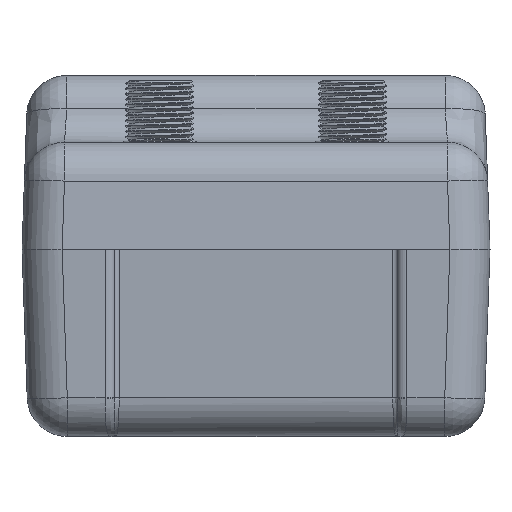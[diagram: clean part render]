
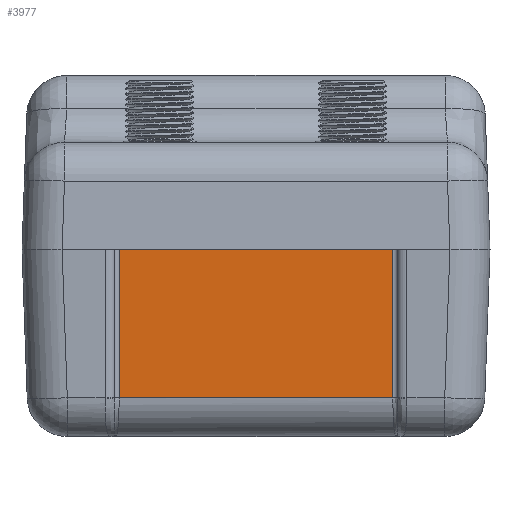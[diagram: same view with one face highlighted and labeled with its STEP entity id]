
A CAD part, left-side view. The second image highlights one B-rep face of the part: STEP entity #3977.
In plain terms, the highlighted planar face has unit normal (-0.999, 0, -0.035).
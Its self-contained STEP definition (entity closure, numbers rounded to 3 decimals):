
#48=ELLIPSE('',#4242,28.041,19.822);
#50=ELLIPSE('',#4250,28.047,19.83);
#304=LINE('',#16751,#477);
#307=LINE('',#16954,#480);
#405=LINE('',#17996,#578);
#409=LINE('',#18002,#582);
#477=VECTOR('',#5005,55.453);
#480=VECTOR('',#5026,55.453);
#578=VECTOR('',#5468,102.355);
#582=VECTOR('',#5476,102.355);
#1013=FACE_OUTER_BOUND('',#1330,.T.);
#1330=EDGE_LOOP('',(#3319,#3320,#3321,#3322,#3323,#3324));
#1761=VERTEX_POINT('',#16724);
#1763=VERTEX_POINT('',#16741);
#1766=VERTEX_POINT('',#16748);
#1773=VERTEX_POINT('',#16929);
#1775=VERTEX_POINT('',#16946);
#1776=VERTEX_POINT('',#16951);
#2150=EDGE_CURVE('',#1763,#1761,#48,.T.);
#2153=EDGE_CURVE('',#1766,#1763,#304,.T.);
#2164=EDGE_CURVE('',#1773,#1775,#50,.T.);
#2167=EDGE_CURVE('',#1775,#1776,#307,.T.);
#2361=EDGE_CURVE('',#1776,#1766,#405,.T.);
#2365=EDGE_CURVE('',#1761,#1773,#409,.T.);
#3319=ORIENTED_EDGE('',*,*,#2365,.T.);
#3320=ORIENTED_EDGE('',*,*,#2164,.T.);
#3321=ORIENTED_EDGE('',*,*,#2167,.T.);
#3322=ORIENTED_EDGE('',*,*,#2361,.T.);
#3323=ORIENTED_EDGE('',*,*,#2153,.T.);
#3324=ORIENTED_EDGE('',*,*,#2150,.T.);
#3442=PLANE('',#4428);
#3977=ADVANCED_FACE('',(#1013),#3442,.F.);
#4242=AXIS2_PLACEMENT_3D('',#16745,#4998,#4999);
#4250=AXIS2_PLACEMENT_3D('',#16948,#5018,#5019);
#4428=AXIS2_PLACEMENT_3D('',#18003,#5477,#5478);
#4998=DIRECTION('center_axis',(0.999,0.,0.035));
#4999=DIRECTION('ref_axis',(0.035,-0.006,-0.999));
#5005=DIRECTION('',(0.035,0.,-0.999));
#5018=DIRECTION('center_axis',(0.999,0.,
0.035));
#5019=DIRECTION('ref_axis',(0.035,0.006,-0.999));
#5026=DIRECTION('',(-0.035,0.,0.999));
#5468=DIRECTION('',(0.,1.,0.));
#5476=DIRECTION('',(0.,-1.,0.));
#5477=DIRECTION('center_axis',(0.999,0.,
0.035));
#5478=DIRECTION('ref_axis',(-0.035,0.,0.999));
#16724=CARTESIAN_POINT('',(-168.061,51.178,39.477));
#16741=CARTESIAN_POINT('',(-168.065,51.177,39.581));
#16745=CARTESIAN_POINT('Origin',(-168.069,71.,39.693));
#16748=CARTESIAN_POINT('',(-170.,51.177,95.));
#16751=CARTESIAN_POINT('',(-168.436,51.177,50.213));
#16929=CARTESIAN_POINT('',(-168.061,-51.178,39.477));
#16946=CARTESIAN_POINT('',(-168.065,-51.177,39.581));
#16948=CARTESIAN_POINT('Origin',(-168.069,-71.008,39.694));
#16951=CARTESIAN_POINT('',(-170.,-51.177,95.));
#16954=CARTESIAN_POINT('',(-168.436,-51.177,50.213));
#17996=CARTESIAN_POINT('',(-170.,52.5,95.));
#18002=CARTESIAN_POINT('',(-168.061,0.,39.477));
#18003=CARTESIAN_POINT('Origin',(-168.436,0.,
50.213));
